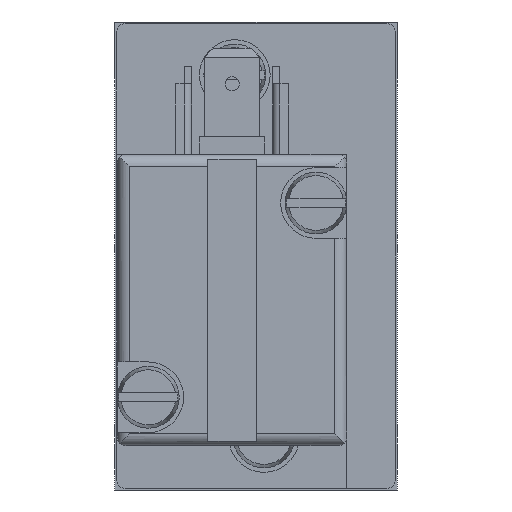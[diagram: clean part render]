
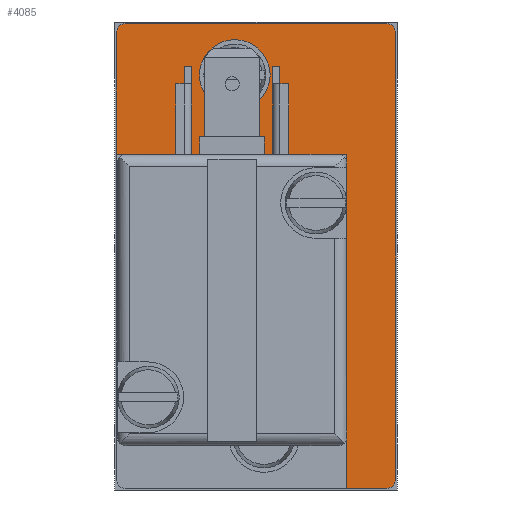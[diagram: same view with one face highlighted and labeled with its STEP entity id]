
A CAD part, front view. The second image highlights one B-rep face of the part: STEP entity #4085.
In plain terms, the highlighted planar face has unit normal (0, -1, 0).
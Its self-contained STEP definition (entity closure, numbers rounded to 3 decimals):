
#118=LINE('',#6977,#466);
#119=LINE('',#6980,#467);
#120=LINE('',#6982,#468);
#121=LINE('',#6986,#469);
#122=LINE('',#6990,#470);
#123=LINE('',#6994,#471);
#466=VECTOR('',#5685,1000.);
#467=VECTOR('',#5686,1000.);
#468=VECTOR('',#5687,1000.);
#469=VECTOR('',#5690,1000.);
#470=VECTOR('',#5693,1000.);
#471=VECTOR('',#5696,1000.);
#814=PLANE('',#5198);
#987=CIRCLE('',#5199,4.);
#988=CIRCLE('',#5200,1.);
#989=CIRCLE('',#5201,1.);
#990=CIRCLE('',#5202,1.);
#1191=ORIENTED_EDGE('',*,*,#2331,.T.);
#1192=ORIENTED_EDGE('',*,*,#2332,.F.);
#1193=ORIENTED_EDGE('',*,*,#2333,.F.);
#1194=ORIENTED_EDGE('',*,*,#2334,.F.);
#1195=ORIENTED_EDGE('',*,*,#2335,.F.);
#1196=ORIENTED_EDGE('',*,*,#2336,.F.);
#1197=ORIENTED_EDGE('',*,*,#2337,.F.);
#1198=ORIENTED_EDGE('',*,*,#2338,.F.);
#1199=ORIENTED_EDGE('',*,*,#2339,.F.);
#1200=ORIENTED_EDGE('',*,*,#2340,.F.);
#2331=EDGE_CURVE('',#2899,#2899,#987,.T.);
#2332=EDGE_CURVE('',#2900,#2901,#118,.T.);
#2333=EDGE_CURVE('',#2902,#2900,#119,.T.);
#2334=EDGE_CURVE('',#2903,#2902,#120,.T.);
#2335=EDGE_CURVE('',#2904,#2903,#988,.T.);
#2336=EDGE_CURVE('',#2905,#2904,#121,.T.);
#2337=EDGE_CURVE('',#2906,#2905,#989,.T.);
#2338=EDGE_CURVE('',#2907,#2906,#122,.T.);
#2339=EDGE_CURVE('',#2908,#2907,#990,.T.);
#2340=EDGE_CURVE('',#2901,#2908,#123,.T.);
#2899=VERTEX_POINT('',#6976);
#2900=VERTEX_POINT('',#6978);
#2901=VERTEX_POINT('',#6979);
#2902=VERTEX_POINT('',#6981);
#2903=VERTEX_POINT('',#6983);
#2904=VERTEX_POINT('',#6985);
#2905=VERTEX_POINT('',#6987);
#2906=VERTEX_POINT('',#6989);
#2907=VERTEX_POINT('',#6991);
#2908=VERTEX_POINT('',#6993);
#3325=EDGE_LOOP('',(#1191));
#3326=EDGE_LOOP('',(#1192,#1193,#1194,#1195,#1196,#1197,#1198,#1199,#1200));
#3695=FACE_BOUND('',#3325,.T.);
#3696=FACE_BOUND('',#3326,.T.);
#4085=ADVANCED_FACE('',(#3695,#3696),#814,.F.);
#5198=AXIS2_PLACEMENT_3D('',#6974,#5681,#5682);
#5199=AXIS2_PLACEMENT_3D('',#6975,#5683,#5684);
#5200=AXIS2_PLACEMENT_3D('',#6984,#5688,#5689);
#5201=AXIS2_PLACEMENT_3D('',#6988,#5691,#5692);
#5202=AXIS2_PLACEMENT_3D('',#6992,#5694,#5695);
#5681=DIRECTION('',(0.,1.,0.));
#5682=DIRECTION('',(0.,0.,1.));
#5683=DIRECTION('',(0.,1.,0.));
#5684=DIRECTION('',(0.,0.,1.));
#5685=DIRECTION('',(0.,0.,1.));
#5686=DIRECTION('',(1.,0.,0.));
#5687=DIRECTION('',(0.,0.,1.));
#5688=DIRECTION('',(0.,1.,0.));
#5689=DIRECTION('',(1.,0.,0.));
#5690=DIRECTION('',(-1.,0.,0.));
#5691=DIRECTION('',(0.,1.,0.));
#5692=DIRECTION('',(1.,0.,0.));
#5693=DIRECTION('',(0.,0.,-1.));
#5694=DIRECTION('',(0.,1.,0.));
#5695=DIRECTION('',(1.,0.,0.));
#5696=DIRECTION('',(1.,0.,0.));
#6974=CARTESIAN_POINT('',(1.2,-71.,14.8));
#6975=CARTESIAN_POINT('',(47.,-71.,2.4));
#6976=CARTESIAN_POINT('',(47.,-71.,6.4));
#6977=CARTESIAN_POINT('',(38.,-71.,14.8));
#6978=CARTESIAN_POINT('',(38.,-71.,-10.3));
#6979=CARTESIAN_POINT('',(38.,-71.,15.8));
#6980=CARTESIAN_POINT('',(1.2,-71.,-10.3));
#6981=CARTESIAN_POINT('',(0.2,-71.,-10.3));
#6982=CARTESIAN_POINT('',(0.2,-71.,-14.8));
#6983=CARTESIAN_POINT('',(0.2,-71.,-14.8));
#6984=CARTESIAN_POINT('',(1.2,-71.,-14.8));
#6985=CARTESIAN_POINT('',(1.2,-71.,-15.8));
#6986=CARTESIAN_POINT('',(51.8,-71.,-15.8));
#6987=CARTESIAN_POINT('',(51.8,-71.,-15.8));
#6988=CARTESIAN_POINT('',(51.8,-71.,-14.8));
#6989=CARTESIAN_POINT('',(52.8,-71.,-14.8));
#6990=CARTESIAN_POINT('',(52.8,-71.,14.8));
#6991=CARTESIAN_POINT('',(52.8,-71.,14.8));
#6992=CARTESIAN_POINT('',(51.8,-71.,14.8));
#6993=CARTESIAN_POINT('',(51.8,-71.,15.8));
#6994=CARTESIAN_POINT('',(1.2,-71.,15.8));
